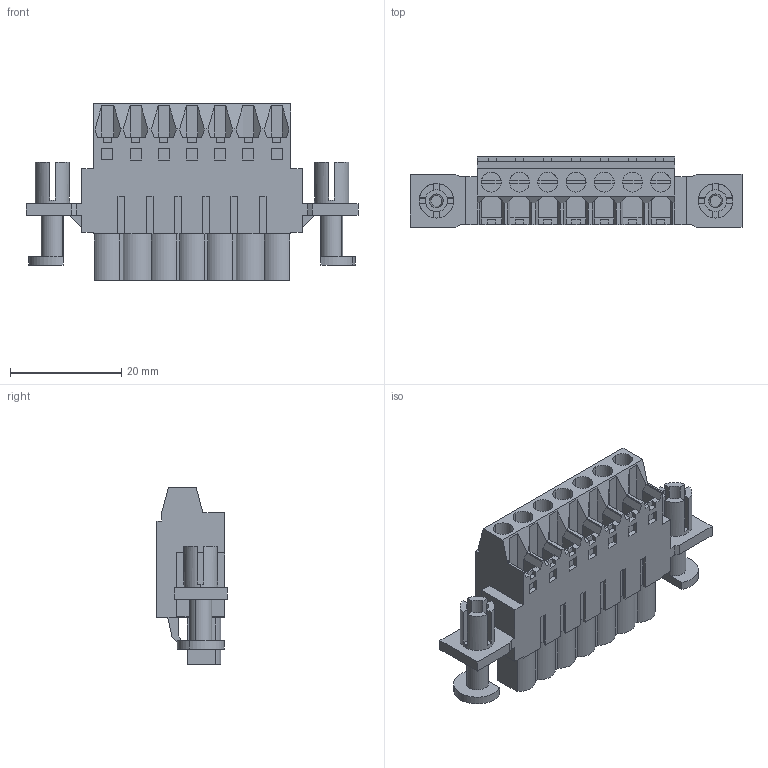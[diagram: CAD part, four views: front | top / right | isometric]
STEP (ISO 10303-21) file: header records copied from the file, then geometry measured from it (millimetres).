
FILE_DESCRIPTION(('CATIA V5 STEP Exchange','CAx-IF Rec.Pracs.--- Model Styling and Organization---1.2---2011-12-15'),'2;1');
FILE_NAME ('D1451302_0_1353190000_1353190000.stp','2017-06-22T09:20:13+00:00',('none'),('Weidmueller'),'CATIA Version 5-6 Release 2014','CATIA V5 STEP AP214','none');
FILE_SCHEMA(('AUTOMOTIVE_DESIGN { 1 0 10303 214 1 1 1 1 }'));
Length unit declared in the file: millimetre
Products named in the file (1): 1353190000
Bounding box: 59.76 x 12.65 x 31.8 mm (x, y, z)
Volume: 10314.5 mm3; surface area: 7597.9 mm2
Topology: 10 solids, 10 shells, 637 faces, 1771 edges, 1187 vertices
Faces by surface type: plane 560, cylinder 69, cone 8
Entity records: 19679 total; most frequent: ORIENTED_EDGE 3542, CARTESIAN_POINT 3529, DIRECTION 2639, EDGE_CURVE 1771, VECTOR 1555, LINE 1555, VERTEX_POINT 1187, EDGE_LOOP 674
